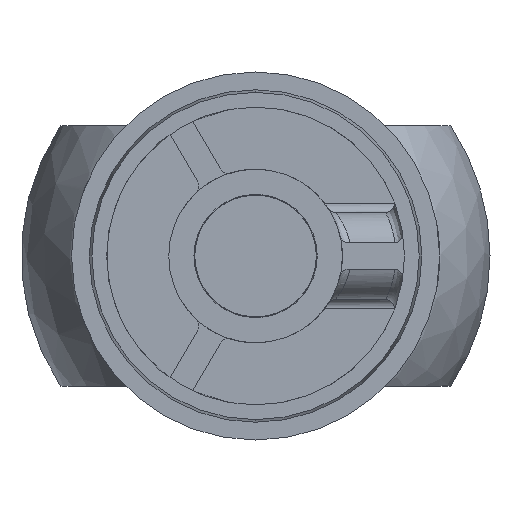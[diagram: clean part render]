
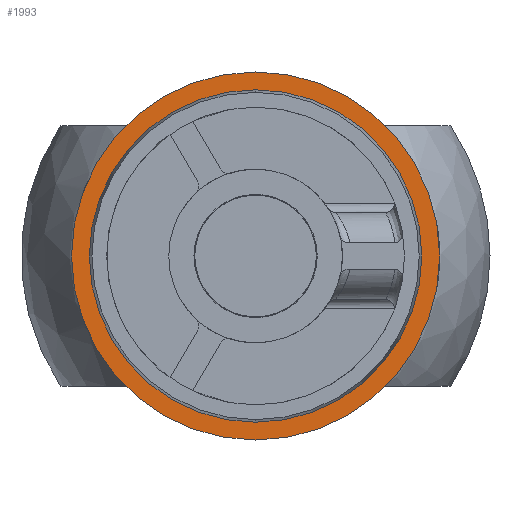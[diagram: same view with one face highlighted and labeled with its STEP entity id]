
A CAD part, front view. The second image highlights one B-rep face of the part: STEP entity #1993.
In plain terms, the highlighted planar face has unit normal (0, -1, 0).
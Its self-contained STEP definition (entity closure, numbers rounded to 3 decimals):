
#8 = CARTESIAN_POINT ( 'NONE',  ( 26.414, 26.28, 50.943 ) ) ;
#99 = AXIS2_PLACEMENT_3D ( 'NONE', #1693, #1856, #2401 ) ;
#480 = AXIS2_PLACEMENT_3D ( 'NONE', #3948, #4512, #1564 ) ;
#482 = AXIS2_PLACEMENT_3D ( 'NONE', #2570, #5542, #5033 ) ;
#798 = ORIENTED_EDGE ( 'NONE', *, *, #4478, .T. ) ;
#813 = DIRECTION ( 'NONE',  ( 0., 0., 1. ) ) ;
#933 = DIRECTION ( 'NONE',  ( 0., 0., 1. ) ) ;
#962 = DIRECTION ( 'NONE',  ( 0., -1., 0. ) ) ;
#1120 = EDGE_CURVE ( 'NONE', #3185, #5541, #5980, .T. ) ;
#1281 = CARTESIAN_POINT ( 'NONE',  ( 26.414, 26.28, 29.743 ) ) ;
#1357 = ORIENTED_EDGE ( 'NONE', *, *, #4838, .F. ) ;
#1380 = CIRCLE ( 'NONE', #2793, 21.2 ) ;
#1497 = CARTESIAN_POINT ( 'NONE',  ( 26.414, 26.28, 48.593 ) ) ;
#1564 = DIRECTION ( 'NONE',  ( 0., 0., 1. ) ) ;
#1693 = CARTESIAN_POINT ( 'NONE',  ( 26.414, 26.28, 29.743 ) ) ;
#1701 = CARTESIAN_POINT ( 'NONE',  ( 26.414, 26.28, 10.893 ) ) ;
#1856 = DIRECTION ( 'NONE',  ( 0., -1., 0. ) ) ;
#1993 = ADVANCED_FACE ( 'NONE', ( #2094, #3571 ), #4427, .T. ) ;
#2094 = FACE_OUTER_BOUND ( 'NONE', #5848, .T. ) ;
#2401 = DIRECTION ( 'NONE',  ( 0., 0., 1. ) ) ;
#2570 = CARTESIAN_POINT ( 'NONE',  ( 26.414, 26.28, 29.743 ) ) ;
#2793 = AXIS2_PLACEMENT_3D ( 'NONE', #4788, #962, #933 ) ;
#2934 = CARTESIAN_POINT ( 'NONE',  ( 26.414, 26.28, 8.543 ) ) ;
#3185 = VERTEX_POINT ( 'NONE', #1701 ) ;
#3571 = FACE_BOUND ( 'NONE', #3745, .T. ) ;
#3744 = AXIS2_PLACEMENT_3D ( 'NONE', #1281, #5579, #813 ) ;
#3745 = EDGE_LOOP ( 'NONE', ( #1357, #4136 ) ) ;
#3911 = ORIENTED_EDGE ( 'NONE', *, *, #5299, .T. ) ;
#3935 = VERTEX_POINT ( 'NONE', #2934 ) ;
#3948 = CARTESIAN_POINT ( 'NONE',  ( 7.564, 26.28, 29.743 ) ) ;
#4136 = ORIENTED_EDGE ( 'NONE', *, *, #1120, .F. ) ;
#4332 = VERTEX_POINT ( 'NONE', #8 ) ;
#4427 = PLANE ( 'NONE',  #480 ) ;
#4478 = EDGE_CURVE ( 'NONE', #4332, #3935, #1380, .T. ) ;
#4512 = DIRECTION ( 'NONE',  ( 0., -1., 0. ) ) ;
#4785 = CIRCLE ( 'NONE', #482, 21.2 ) ;
#4788 = CARTESIAN_POINT ( 'NONE',  ( 26.414, 26.28, 29.743 ) ) ;
#4838 = EDGE_CURVE ( 'NONE', #5541, #3185, #5804, .T. ) ;
#5033 = DIRECTION ( 'NONE',  ( 0., 0., 1. ) ) ;
#5299 = EDGE_CURVE ( 'NONE', #3935, #4332, #4785, .T. ) ;
#5541 = VERTEX_POINT ( 'NONE', #1497 ) ;
#5542 = DIRECTION ( 'NONE',  ( 0., -1., 0. ) ) ;
#5579 = DIRECTION ( 'NONE',  ( 0., -1., 0. ) ) ;
#5804 = CIRCLE ( 'NONE', #99, 18.85 ) ;
#5848 = EDGE_LOOP ( 'NONE', ( #798, #3911 ) ) ;
#5980 = CIRCLE ( 'NONE', #3744, 18.85 ) ;
